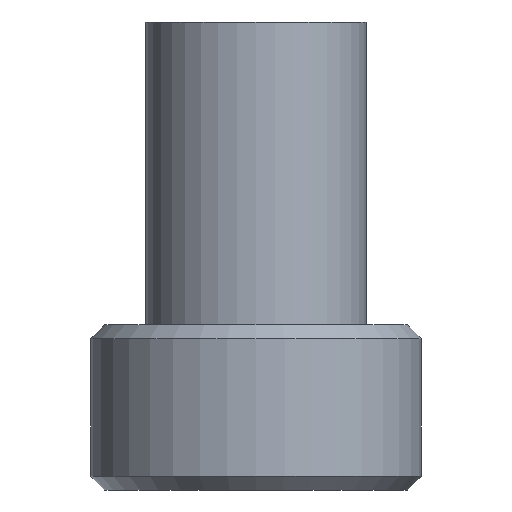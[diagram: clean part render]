
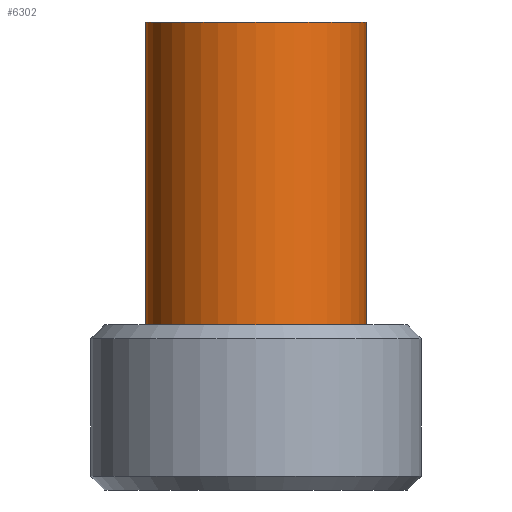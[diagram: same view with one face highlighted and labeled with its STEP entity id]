
A CAD part, left-side view. The second image highlights one B-rep face of the part: STEP entity #6302.
In plain terms, the highlighted cylindrical face has radius 4 mm (diameter 8 mm), a full revolution.
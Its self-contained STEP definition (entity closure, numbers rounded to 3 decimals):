
#52=CYLINDRICAL_SURFACE('',#6548,4.);
#59=CIRCLE('',#6536,4.);
#64=CIRCLE('',#6549,4.);
#523=FACE_OUTER_BOUND('',#893,.T.);
#893=EDGE_LOOP('',(#5452,#5453,#5454,#5455));
#1369=LINE('',#11435,#1850);
#1850=VECTOR('',#7231,4.);
#2863=VERTEX_POINT('',#11414);
#2868=VERTEX_POINT('',#11434);
#3744=EDGE_CURVE('',#2863,#2863,#59,.T.);
#3751=EDGE_CURVE('',#2863,#2868,#1369,.T.);
#3752=EDGE_CURVE('',#2868,#2868,#64,.T.);
#5452=ORIENTED_EDGE('',*,*,#3744,.T.);
#5453=ORIENTED_EDGE('',*,*,#3751,.T.);
#5454=ORIENTED_EDGE('',*,*,#3752,.F.);
#5455=ORIENTED_EDGE('',*,*,#3751,.F.);
#6302=ADVANCED_FACE('',(#523),#52,.T.);
#6536=AXIS2_PLACEMENT_3D('',#11415,#7203,#7204);
#6548=AXIS2_PLACEMENT_3D('',#11433,#7229,#7230);
#6549=AXIS2_PLACEMENT_3D('',#11436,#7232,#7233);
#7203=DIRECTION('center_axis',(0.,0.,-1.));
#7204=DIRECTION('ref_axis',(-1.,0.,0.));
#7229=DIRECTION('center_axis',(0.,0.,1.));
#7230=DIRECTION('ref_axis',(-1.,0.,0.));
#7231=DIRECTION('',(0.,0.,-1.));
#7232=DIRECTION('center_axis',(0.,0.,-1.));
#7233=DIRECTION('ref_axis',(-1.,0.,0.));
#11414=CARTESIAN_POINT('',(4.,0.,11.));
#11415=CARTESIAN_POINT('Origin',(0.,0.,11.));
#11433=CARTESIAN_POINT('Origin',(0.,0.,0.));
#11434=CARTESIAN_POINT('',(4.,0.,0.));
#11435=CARTESIAN_POINT('',(4.,0.,0.));
#11436=CARTESIAN_POINT('Origin',(0.,0.,0.));
